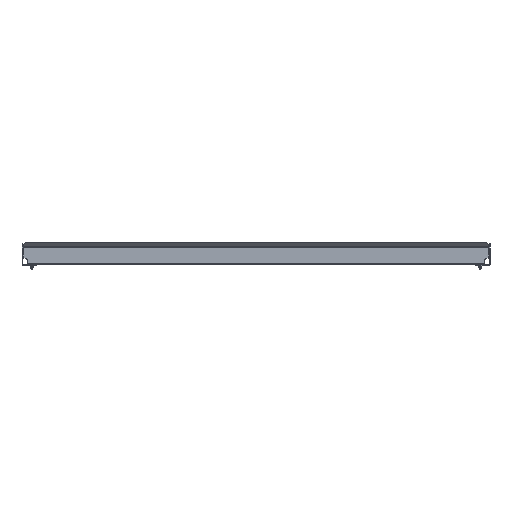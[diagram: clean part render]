
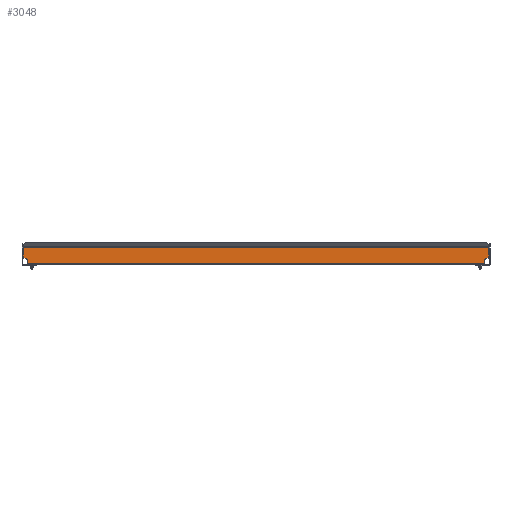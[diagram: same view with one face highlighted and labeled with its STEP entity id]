
A CAD part, front view. The second image highlights one B-rep face of the part: STEP entity #3048.
In plain terms, the highlighted face is planar.
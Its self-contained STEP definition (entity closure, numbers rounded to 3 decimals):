
#81 = ORIENTED_EDGE ( 'NONE', *, *, #7752, .T. ) ;
#216 = AXIS2_PLACEMENT_3D ( 'NONE', #332, #7415, #1507 ) ;
#332 = CARTESIAN_POINT ( 'NONE',  ( -366.25, 0., 7.55 ) ) ;
#442 = CARTESIAN_POINT ( 'NONE',  ( 369., 0., 1.8 ) ) ;
#450 = LINE ( 'NONE', #3632, #7230 ) ;
#813 = DIRECTION ( 'NONE',  ( -1., 0., 0. ) ) ;
#814 = VERTEX_POINT ( 'NONE', #3418 ) ;
#1067 = DIRECTION ( 'NONE',  ( 0., 0., -1. ) ) ;
#1158 = CIRCLE ( 'NONE', #216, 3.25 ) ;
#1160 = EDGE_LOOP ( 'NONE', ( #8357, #3596, #2563, #1990, #2881, #81, #8252, #4313, #4114, #8066 ) ) ;
#1255 = VERTEX_POINT ( 'NONE', #2610 ) ;
#1295 = VECTOR ( 'NONE', #2929, 1000. ) ;
#1366 = EDGE_CURVE ( 'NONE', #814, #2588, #1684, .T. ) ;
#1473 = CARTESIAN_POINT ( 'NONE',  ( -363., 0., -0.001 ) ) ;
#1507 = DIRECTION ( 'NONE',  ( 0., 0., 1. ) ) ;
#1509 = VERTEX_POINT ( 'NONE', #4817 ) ;
#1584 = CARTESIAN_POINT ( 'NONE',  ( 363., 0., 7.55 ) ) ;
#1668 = VERTEX_POINT ( 'NONE', #8264 ) ;
#1684 = LINE ( 'NONE', #7965, #8468 ) ;
#1971 = DIRECTION ( 'NONE',  ( -1., 0., 0. ) ) ;
#1990 = ORIENTED_EDGE ( 'NONE', *, *, #3705, .F. ) ;
#2241 = DIRECTION ( 'NONE',  ( 0., 1., 0. ) ) ;
#2355 = CARTESIAN_POINT ( 'NONE',  ( 366.25, 0., 7.55 ) ) ;
#2398 = LINE ( 'NONE', #1473, #5170 ) ;
#2465 = EDGE_CURVE ( 'NONE', #3796, #1668, #5346, .T. ) ;
#2563 = ORIENTED_EDGE ( 'NONE', *, *, #1366, .T. ) ;
#2588 = VERTEX_POINT ( 'NONE', #4888 ) ;
#2610 = CARTESIAN_POINT ( 'NONE',  ( 369., 0., 10.8 ) ) ;
#2737 = CARTESIAN_POINT ( 'NONE',  ( -363., 0., 7.55 ) ) ;
#2881 = ORIENTED_EDGE ( 'NONE', *, *, #2465, .F. ) ;
#2890 = LINE ( 'NONE', #442, #7919 ) ;
#2929 = DIRECTION ( 'NONE',  ( 0., 0., -1. ) ) ;
#2979 = LINE ( 'NONE', #4270, #4633 ) ;
#2996 = DIRECTION ( 'NONE',  ( 0., 0., 1. ) ) ;
#3048 = ADVANCED_FACE ( 'NONE', ( #5751 ), #3542, .T. ) ;
#3418 = CARTESIAN_POINT ( 'NONE',  ( -366.25, 0., 10.8 ) ) ;
#3542 = PLANE ( 'NONE',  #7399 ) ;
#3596 = ORIENTED_EDGE ( 'NONE', *, *, #5519, .T. ) ;
#3632 = CARTESIAN_POINT ( 'NONE',  ( 363., 0., -0.001 ) ) ;
#3645 = LINE ( 'NONE', #8257, #1295 ) ;
#3705 = EDGE_CURVE ( 'NONE', #1668, #2588, #3645, .T. ) ;
#3741 = DIRECTION ( 'NONE',  ( 0., -1., 0. ) ) ;
#3796 = VERTEX_POINT ( 'NONE', #7036 ) ;
#4014 = VECTOR ( 'NONE', #813, 1000. ) ;
#4114 = ORIENTED_EDGE ( 'NONE', *, *, #4468, .F. ) ;
#4270 = CARTESIAN_POINT ( 'NONE',  ( 369., 0., 27.929 ) ) ;
#4301 = CARTESIAN_POINT ( 'NONE',  ( 366.25, 0., 10.8 ) ) ;
#4303 = DIRECTION ( 'NONE',  ( -1., 0., 0. ) ) ;
#4313 = ORIENTED_EDGE ( 'NONE', *, *, #5937, .T. ) ;
#4468 = EDGE_CURVE ( 'NONE', #1509, #4807, #450, .T. ) ;
#4633 = VECTOR ( 'NONE', #1067, 1000. ) ;
#4807 = VERTEX_POINT ( 'NONE', #1584 ) ;
#4817 = CARTESIAN_POINT ( 'NONE',  ( 363., 0., 1.8 ) ) ;
#4888 = CARTESIAN_POINT ( 'NONE',  ( -369., 0., 10.8 ) ) ;
#4923 = VERTEX_POINT ( 'NONE', #4301 ) ;
#5019 = DIRECTION ( 'NONE',  ( 0., 0., 1. ) ) ;
#5082 = EDGE_CURVE ( 'NONE', #6702, #6952, #2398, .T. ) ;
#5158 = LINE ( 'NONE', #6445, #5461 ) ;
#5170 = VECTOR ( 'NONE', #6752, 1000. ) ;
#5346 = LINE ( 'NONE', #7324, #4014 ) ;
#5461 = VECTOR ( 'NONE', #8409, 1000. ) ;
#5511 = CARTESIAN_POINT ( 'NONE',  ( -363., 0., 1.8 ) ) ;
#5519 = EDGE_CURVE ( 'NONE', #6952, #814, #1158, .T. ) ;
#5725 = DIRECTION ( 'NONE',  ( 0., 0., 1. ) ) ;
#5751 = FACE_OUTER_BOUND ( 'NONE', #1160, .T. ) ;
#5885 = CIRCLE ( 'NONE', #5931, 3.25 ) ;
#5931 = AXIS2_PLACEMENT_3D ( 'NONE', #2355, #3741, #5019 ) ;
#5937 = EDGE_CURVE ( 'NONE', #4923, #4807, #5885, .T. ) ;
#6174 = CARTESIAN_POINT ( 'NONE',  ( 369., 0., 27.929 ) ) ;
#6445 = CARTESIAN_POINT ( 'NONE',  ( 363., 0., 10.8 ) ) ;
#6702 = VERTEX_POINT ( 'NONE', #5511 ) ;
#6752 = DIRECTION ( 'NONE',  ( 0., 0., 1. ) ) ;
#6952 = VERTEX_POINT ( 'NONE', #2737 ) ;
#7036 = CARTESIAN_POINT ( 'NONE',  ( 369., 0., 27.515 ) ) ;
#7174 = EDGE_CURVE ( 'NONE', #1509, #6702, #2890, .T. ) ;
#7230 = VECTOR ( 'NONE', #5725, 1000. ) ;
#7277 = EDGE_CURVE ( 'NONE', #1255, #4923, #5158, .T. ) ;
#7324 = CARTESIAN_POINT ( 'NONE',  ( 369., 0., 27.515 ) ) ;
#7399 = AXIS2_PLACEMENT_3D ( 'NONE', #6174, #2241, #2996 ) ;
#7415 = DIRECTION ( 'NONE',  ( 0., -1., 0. ) ) ;
#7752 = EDGE_CURVE ( 'NONE', #3796, #1255, #2979, .T. ) ;
#7919 = VECTOR ( 'NONE', #4303, 1000. ) ;
#7965 = CARTESIAN_POINT ( 'NONE',  ( -363., 0., 10.8 ) ) ;
#8066 = ORIENTED_EDGE ( 'NONE', *, *, #7174, .T. ) ;
#8252 = ORIENTED_EDGE ( 'NONE', *, *, #7277, .T. ) ;
#8257 = CARTESIAN_POINT ( 'NONE',  ( -369., 0., 27.929 ) ) ;
#8264 = CARTESIAN_POINT ( 'NONE',  ( -369., 0., 27.515 ) ) ;
#8357 = ORIENTED_EDGE ( 'NONE', *, *, #5082, .T. ) ;
#8409 = DIRECTION ( 'NONE',  ( -1., 0., 0. ) ) ;
#8468 = VECTOR ( 'NONE', #1971, 1000. ) ;
